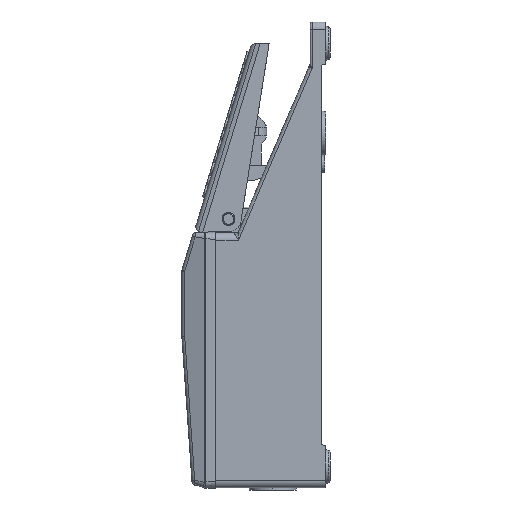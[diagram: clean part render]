
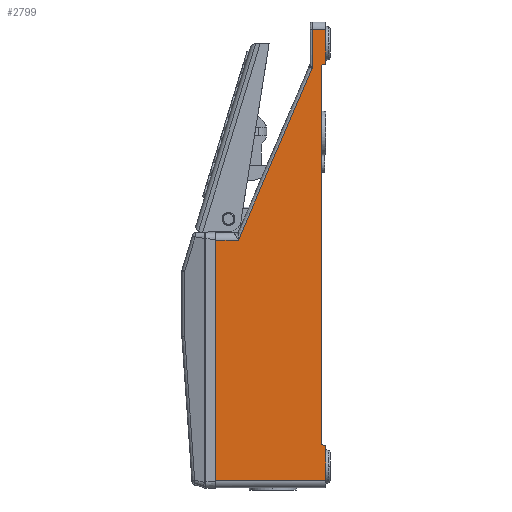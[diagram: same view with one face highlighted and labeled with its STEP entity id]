
A CAD part, left-side view. The second image highlights one B-rep face of the part: STEP entity #2799.
In plain terms, the highlighted planar face has unit normal (-1, 0.011, 0).
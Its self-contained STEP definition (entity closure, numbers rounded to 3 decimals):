
#2799=ADVANCED_FACE('NONE',(#6289),#6290,.F.);
#6289=FACE_OUTER_BOUND('',#16870,.T.);
#6290=PLANE('',#16871);
#16870=EDGE_LOOP('',(#27139,#27140,#27141,#27142,#27143,#27144,#27145,#27146,#27147,#27148,#27149));
#16871=AXIS2_PLACEMENT_3D('',#27150,#27151,#27152);
#27139=ORIENTED_EDGE('',*,*,#35000,.F.);
#27140=ORIENTED_EDGE('',*,*,#35123,.F.);
#27141=ORIENTED_EDGE('',*,*,#34996,.F.);
#27142=ORIENTED_EDGE('',*,*,#35083,.F.);
#27143=ORIENTED_EDGE('',*,*,#35124,.T.);
#27144=ORIENTED_EDGE('',*,*,#35119,.F.);
#27145=ORIENTED_EDGE('',*,*,#35125,.T.);
#27146=ORIENTED_EDGE('',*,*,#35126,.F.);
#27147=ORIENTED_EDGE('',*,*,#35009,.F.);
#27148=ORIENTED_EDGE('',*,*,#34994,.F.);
#27149=ORIENTED_EDGE('',*,*,#35003,.F.);
#27150=CARTESIAN_POINT('',(0.55,54.,1.));
#27151=DIRECTION('',(1.,-0.011,0.0));
#27152=DIRECTION('',(0.0,0.0,-1.0));
#34994=EDGE_CURVE('NONE',#40845,#40863,#40986,.T.);
#34996=EDGE_CURVE('NONE',#40988,#40989,#40990,.T.);
#35000=EDGE_CURVE('NONE',#40994,#40838,#40995,.T.);
#35003=EDGE_CURVE('NONE',#40838,#40845,#40998,.T.);
#35009=EDGE_CURVE('NONE',#40863,#41006,#41007,.T.);
#35083=EDGE_CURVE('NONE',#41112,#40988,#41114,.T.);
#35119=EDGE_CURVE('NONE',#41174,#41176,#41177,.T.);
#35123=EDGE_CURVE('NONE',#40989,#40994,#41181,.T.);
#35124=EDGE_CURVE('NONE',#41112,#41176,#41182,.T.);
#35125=EDGE_CURVE('NONE',#41174,#41183,#41184,.T.);
#35126=EDGE_CURVE('NONE',#41006,#41183,#41185,.T.);
#40838=VERTEX_POINT('NONE',#64807);
#40845=VERTEX_POINT('NONE',#64928);
#40863=VERTEX_POINT('NONE',#65163);
#40986=LINE('',#65932,#65933);
#40988=VERTEX_POINT('NONE',#65935);
#40989=VERTEX_POINT('NONE',#65936);
#40990=LINE('',#65937,#65938);
#40994=VERTEX_POINT('NONE',#65962);
#40995=LINE('',#65963,#65964);
#40998=LINE('',#65977,#65978);
#41006=VERTEX_POINT('NONE',#65989);
#41007=LINE('',#65990,#65991);
#41112=VERTEX_POINT('NONE',#66308);
#41114=LINE('',#66311,#66312);
#41174=VERTEX_POINT('NONE',#66467);
#41176=VERTEX_POINT('NONE',#66470);
#41177=LINE('',#66471,#66472);
#41181=LINE('',#66478,#66479);
#41182=LINE('',#66480,#66481);
#41183=VERTEX_POINT('NONE',#66482);
#41184=LINE('',#66483,#66484);
#41185=LINE('',#66485,#66486);
#64807=CARTESIAN_POINT('',(0.437,43.353,118.));
#64928=CARTESIAN_POINT('',(0.069,8.511,199.006));
#65163=CARTESIAN_POINT('',(0.069,8.511,217.5));
#65932=CARTESIAN_POINT('',(0.069,8.511,199.006));
#65933=VECTOR('',#74115,1000.0);
#65935=CARTESIAN_POINT('',(0.,2.,4.5));
#65936=CARTESIAN_POINT('',(0.55,54.,4.5));
#65937=CARTESIAN_POINT('',(0.55,54.,4.5));
#65938=VECTOR('',#74116,1000.0);
#65962=CARTESIAN_POINT('',(0.55,54.,118.));
#65963=CARTESIAN_POINT('',(0.55,54.,118.));
#65964=VECTOR('',#74117,1000.0);
#65977=CARTESIAN_POINT('',(0.437,43.353,118.));
#65978=VECTOR('',#74118,1000.0);
#65989=CARTESIAN_POINT('',(0.,2.,217.5));
#65990=CARTESIAN_POINT('',(0.55,54.,217.5));
#65991=VECTOR('',#74122,1000.0);
#66308=CARTESIAN_POINT('',(0.,2.,21.));
#66311=CARTESIAN_POINT('',(0.,2.,1.));
#66312=VECTOR('',#74165,1000.0);
#66467=CARTESIAN_POINT('',(0.021,4.,200.647));
#66470=CARTESIAN_POINT('',(0.021,4.,21.353));
#66471=CARTESIAN_POINT('',(0.021,4.,1.));
#66472=VECTOR('',#74188,1000.0);
#66478=CARTESIAN_POINT('',(0.55,54.,1.));
#66479=VECTOR('',#74191,1000.0);
#66480=CARTESIAN_POINT('',(0.,2.,21.));
#66481=VECTOR('',#74192,1000.0);
#66482=CARTESIAN_POINT('',(0.,2.,201.));
#66483=CARTESIAN_POINT('',(0.021,4.,200.647));
#66484=VECTOR('',#74193,1000.0);
#66485=CARTESIAN_POINT('',(0.,2.,221.));
#66486=VECTOR('',#74194,1000.0);
#74115=DIRECTION('',(0.,0.,1.));
#74116=DIRECTION('',(0.011,1.,0.0));
#74117=DIRECTION('',(-0.011,-1.,-0.0));
#74118=DIRECTION('',(-0.004,-0.395,0.919));
#74122=DIRECTION('',(-0.011,-1.,-0.0));
#74165=DIRECTION('',(0.0,0.0,-1.0));
#74188=DIRECTION('',(0.0,0.0,-1.0));
#74191=DIRECTION('',(0.0,0.0,1.0));
#74192=DIRECTION('',(0.01,0.985,0.174));
#74193=DIRECTION('',(-0.01,-0.985,0.174));
#74194=DIRECTION('',(0.0,0.0,-1.0));
